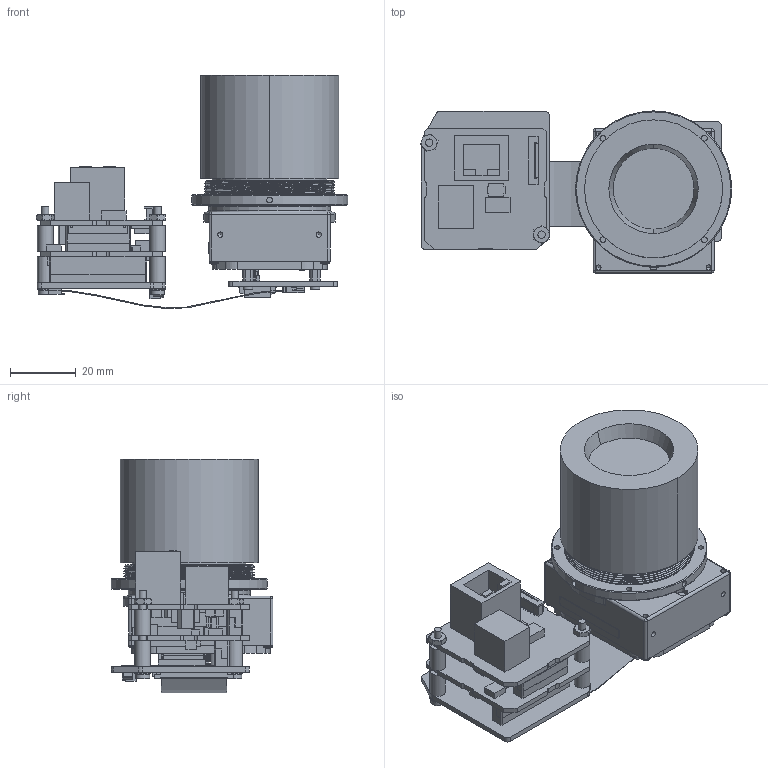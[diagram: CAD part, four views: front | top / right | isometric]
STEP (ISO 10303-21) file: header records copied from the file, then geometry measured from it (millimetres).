
FILE_DESCRIPTION (( 'STEP AP214' ), '1' );
FILE_NAME ('SL-D5-1322-A21.STEP', '2024-06-13T00:26:01', ( '' ), ( '' ), 'SwSTEP 2.0', 'SolidWorks 2023', '' );
FILE_SCHEMA (( 'AUTOMOTIVE_DESIGN' ));
Length unit declared in the file: inch
Products named in the file (1): SL-D5-1322-A21
Bounding box: 94.72 x 49.28 x 71.12 mm (x, y, z)
Volume: 89725.6 mm3; surface area: 45131 mm2
Topology: 14 solids, 19 shells, 2303 faces, 6297 edges, 4121 vertices
Faces by surface type: plane 1883, cylinder 261, cone 74, bspline 42, torus 31, sphere 12
Full cylindrical faces by diameter (mm): 1.6 x4, 1.613 x2, 1.727 x8, 2.226 x1, 2.233 x1, 2.261 x2, 2.286 x4, 2.388 x2, 2.946 x2, 4.242 x2, 4.763 x4, 4.775 x2, 47.498 x1
Entity records: 82653 total; most frequent: CARTESIAN_POINT 24371, ORIENTED_EDGE 12424, DIRECTION 11272, EDGE_CURVE 6212, VECTOR 5320, LINE 5320, VERTEX_POINT 4101, AXIS2_PLACEMENT_3D 2976
